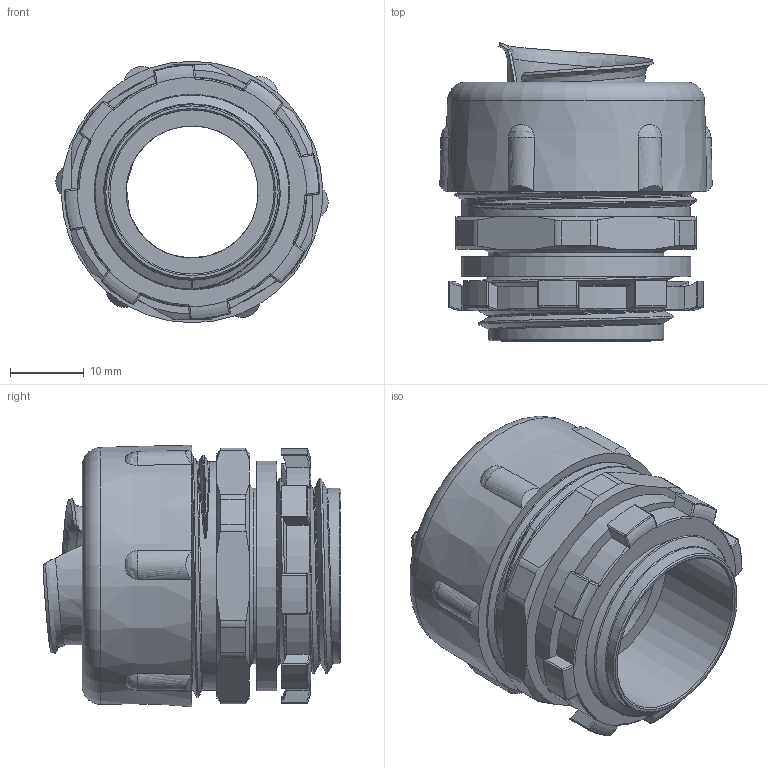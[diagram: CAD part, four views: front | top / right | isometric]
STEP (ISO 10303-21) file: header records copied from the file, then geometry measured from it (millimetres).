
FILE_DESCRIPTION(/* description */ (''),/* implementation_level */ '2;1');
FILE_NAME(/* name */ '',/* time_stamp */ '2025-06-20T16:10:21+07:00',/* author */ ('zeta-82'),/* organization */ (''),/* preprocessor_version */ 'ST-DEVELOPER v19.2',/* originating_system */ 'Autodesk Inventor 2024',/* authorisation */ '');
FILE_SCHEMA (('AUTOMOTIVE_DESIGN { 1 0 10303 214 3 1 1 }'));
Length unit declared in the file: millimetre
Products named in the file (1): ЗЭТА.105.310.000-06 РКН-
20
Bounding box: 36.85 x 40.34 x 35.4 mm (x, y, z)
Volume: 14841.1 mm3; surface area: 12099.2 mm2
Topology: 2 solids, 2 shells, 297 faces, 727 edges, 436 vertices
Faces by surface type: bspline 106, cylinder 76, plane 42, torus 35, cone 22, sphere 16
Full cylindrical faces by diameter (mm): 17.9 x1, 18.7 x1, 22.2 x1, 23.717 x2, 24 x1, 24.117 x1, 26 x1, 26.7 x1, 30.96 x1, 31.2 x1
Entity records: 16570 total; most frequent: CARTESIAN_POINT 10153, ORIENTED_EDGE 1446, DIRECTION 981, EDGE_CURVE 723, VERTEX_POINT 436, AXIS2_PLACEMENT_3D 423, B_SPLINE_CURVE_WITH_KNOTS 321, EDGE_LOOP 309
